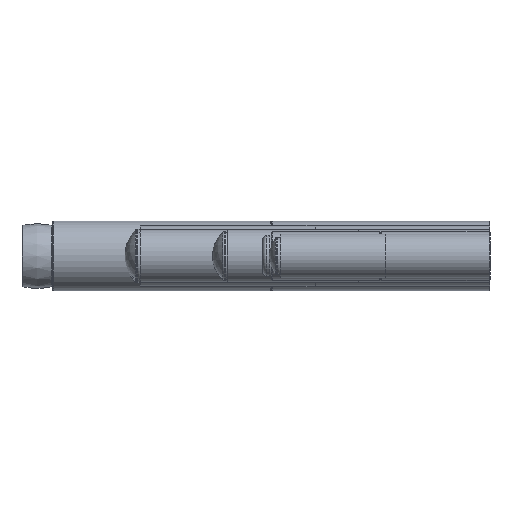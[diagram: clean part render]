
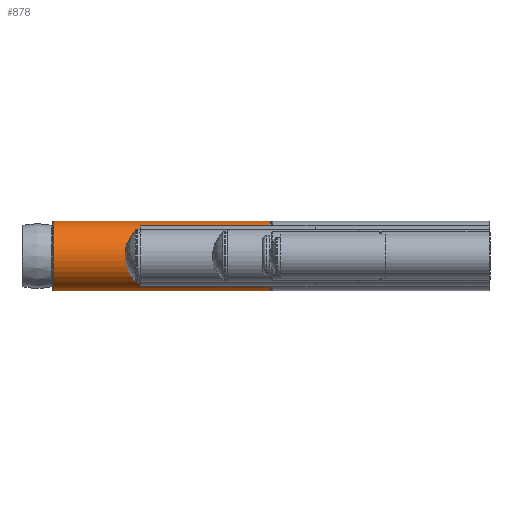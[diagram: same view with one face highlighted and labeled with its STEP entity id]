
A CAD part, left-side view. The second image highlights one B-rep face of the part: STEP entity #878.
In plain terms, the highlighted cylindrical face has radius 8 mm (diameter 16 mm), a full revolution.
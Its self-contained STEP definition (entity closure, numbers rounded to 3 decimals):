
#255=FACE_BOUND('',#448,.T.);
#325=FACE_OUTER_BOUND('',#447,.T.);
#447=EDGE_LOOP('',(#780));
#448=EDGE_LOOP('',(#781));
#517=CIRCLE('',#1051,8.);
#519=CIRCLE('',#1054,8.);
#583=VERTEX_POINT('',#1675);
#585=VERTEX_POINT('',#1680);
#650=EDGE_CURVE('',#583,#583,#517,.T.);
#652=EDGE_CURVE('',#585,#585,#519,.T.);
#780=ORIENTED_EDGE('',*,*,#652,.F.);
#781=ORIENTED_EDGE('',*,*,#650,.F.);
#811=CYLINDRICAL_SURFACE('',#1053,8.);
#878=ADVANCED_FACE('',(#325,#255),#811,.T.);
#1051=AXIS2_PLACEMENT_3D('',#1676,#1385,#1386);
#1053=AXIS2_PLACEMENT_3D('',#1679,#1389,#1390);
#1054=AXIS2_PLACEMENT_3D('',#1681,#1391,#1392);
#1385=DIRECTION('center_axis',(0.,0.,-1.));
#1386=DIRECTION('ref_axis',(-1.,0.,0.));
#1389=DIRECTION('center_axis',(0.,0.,1.));
#1390=DIRECTION('ref_axis',(-1.,0.,0.));
#1391=DIRECTION('center_axis',(0.,0.,1.));
#1392=DIRECTION('ref_axis',(-1.,0.,0.));
#1675=CARTESIAN_POINT('',(8.,0.,0.2));
#1676=CARTESIAN_POINT('Origin',(0.,0.,0.2));
#1679=CARTESIAN_POINT('Origin',(0.,0.,0.));
#1680=CARTESIAN_POINT('',(8.,0.,49.8));
#1681=CARTESIAN_POINT('Origin',(0.,0.,49.8));
